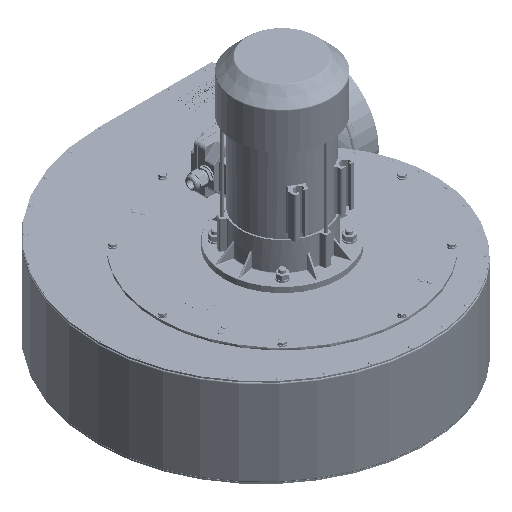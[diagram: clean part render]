
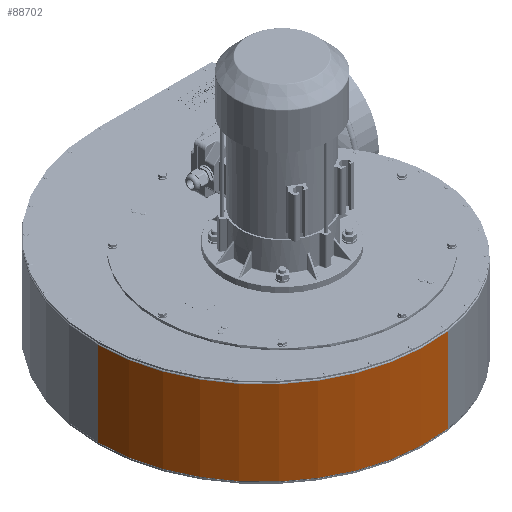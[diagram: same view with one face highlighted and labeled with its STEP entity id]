
A CAD part, isometric view. The second image highlights one B-rep face of the part: STEP entity #88702.
In plain terms, the highlighted cylindrical face has radius 285.5 mm (diameter 571 mm), a partial arc.
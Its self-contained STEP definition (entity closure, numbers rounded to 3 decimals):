
#12667=FACE_OUTER_BOUND('',#18456,.T.);
#18456=EDGE_LOOP('',(#77483,#77484,#77485,#77486));
#24908=LINE('',#162439,#31304);
#24909=LINE('',#162441,#31305);
#31304=VECTOR('',#115663,10.);
#31305=VECTOR('',#115666,10.);
#33976=CIRCLE('',#95592,285.5);
#33985=CIRCLE('',#95608,285.5);
#41778=VERTEX_POINT('',#162396);
#41779=VERTEX_POINT('',#162400);
#41783=VERTEX_POINT('',#162420);
#41784=VERTEX_POINT('',#162424);
#53702=EDGE_CURVE('',#41779,#41778,#33976,.T.);
#53714=EDGE_CURVE('',#41783,#41784,#33985,.T.);
#53720=EDGE_CURVE('',#41779,#41784,#24908,.T.);
#53721=EDGE_CURVE('',#41778,#41783,#24909,.T.);
#77483=ORIENTED_EDGE('',*,*,#53702,.F.);
#77484=ORIENTED_EDGE('',*,*,#53720,.T.);
#77485=ORIENTED_EDGE('',*,*,#53714,.F.);
#77486=ORIENTED_EDGE('',*,*,#53721,.F.);
#78810=CYLINDRICAL_SURFACE('',#95618,285.5);
#88702=ADVANCED_FACE('',(#12667),#78810,.T.);
#95592=AXIS2_PLACEMENT_3D('',#162402,#115606,#115607);
#95608=AXIS2_PLACEMENT_3D('',#162426,#115641,#115642);
#95618=AXIS2_PLACEMENT_3D('',#162440,#115664,#115665);
#115606=DIRECTION('center_axis',(0.,0.,-1.));
#115607=DIRECTION('ref_axis',(-0.656,-0.755,0.));
#115641=DIRECTION('center_axis',(0.,0.,1.));
#115642=DIRECTION('ref_axis',(-0.656,-0.755,0.));
#115663=DIRECTION('',(0.,0.,1.));
#115664=DIRECTION('center_axis',(0.,0.,1.));
#115665=DIRECTION('ref_axis',(-1.,0.,0.));
#115666=DIRECTION('',(0.,0.,1.));
#162396=CARTESIAN_POINT('',(-300.5,19.2,-148.125));
#162400=CARTESIAN_POINT('',(24.664,-263.531,-148.125));
#162402=CARTESIAN_POINT('Origin',(-15.,19.2,-148.125));
#162420=CARTESIAN_POINT('',(-300.5,19.2,-1.875));
#162424=CARTESIAN_POINT('',(24.664,-263.531,-1.875));
#162426=CARTESIAN_POINT('Origin',(-15.,19.2,-1.875));
#162439=CARTESIAN_POINT('',(24.664,-263.531,0.));
#162440=CARTESIAN_POINT('Origin',(-15.,19.2,-75.));
#162441=CARTESIAN_POINT('',(-300.5,19.2,0.));
